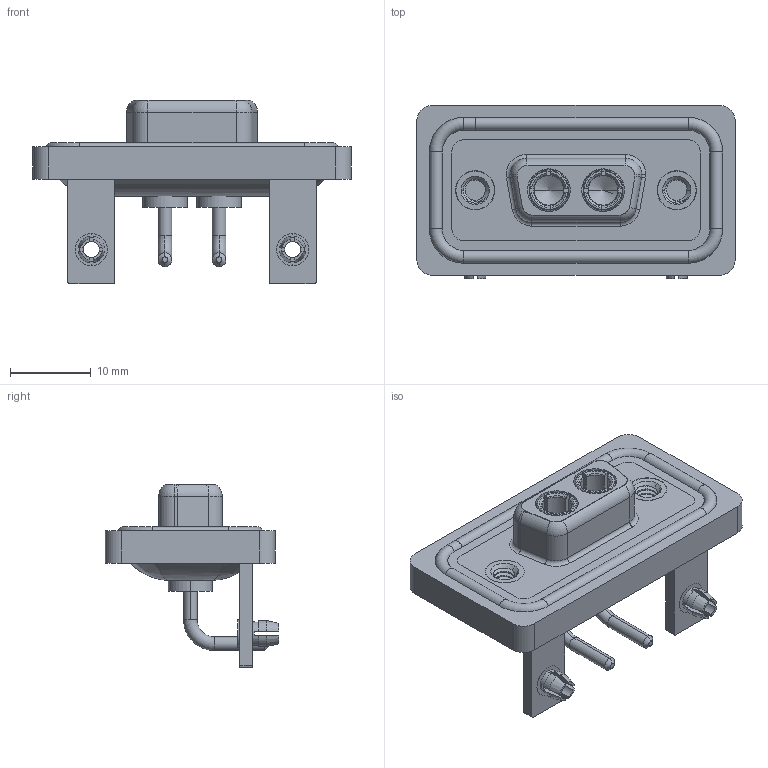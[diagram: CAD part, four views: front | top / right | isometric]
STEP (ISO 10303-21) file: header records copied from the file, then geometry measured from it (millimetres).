
FILE_DESCRIPTION (( 'STEP AP203' ), '1' );
FILE_NAME ('630W2W2-340-1NB.STEP', '2024-04-11T20:59:06', ( '' ), ( '' ), 'SwSTEP 2.0', 'SolidWorks 2023', '' );
FILE_SCHEMA (( 'CONFIG_CONTROL_DESIGN' ));
Length unit declared in the file: millimetre
Products named in the file (9): 630Combo Shell Rear_09 Contacts; Power Socket_10A RA; 630Combo Board Lock_50 Contacts; 630Combo Stabilizer Bracket_50 Contacts; 630Combo Shell Front_09 Contacts; 630W2W2-340-1NB; 630Combo Threaded Rivet_A; 630Combo Waterproof Housing_09 Contacts; 630Combo Housing_2W2
Assembly tree (12 placements, depth 2):
  630W2W2-340-1NB
    630Combo Housing_2W2
    630Combo Shell Front_09 Contacts
    630Combo Shell Rear_09 Contacts
    630Combo Threaded Rivet_A  x2
    630Combo Stabilizer Bracket_50 Contacts  x2
    630Combo Board Lock_50 Contacts  x2
    Power Socket_10A RA  x2
    630Combo Waterproof Housing_09 Contacts
Bounding box: 39.5 x 21.5 x 22.8 mm (x, y, z)
Volume: 5096 mm3; surface area: 8633.4 mm2
Topology: 15 solids, 15 shells, 676 faces, 1719 edges, 1092 vertices
Faces by surface type: cylinder 292, plane 231, torus 83, cone 58, bspline 12
Entity records: 18143 total; most frequent: CARTESIAN_POINT 4846, DIRECTION 2695, ORIENTED_EDGE 2514, EDGE_CURVE 1257, AXIS2_PLACEMENT_3D 1067, VERTEX_POINT 797, VECTOR 561, LINE 561
